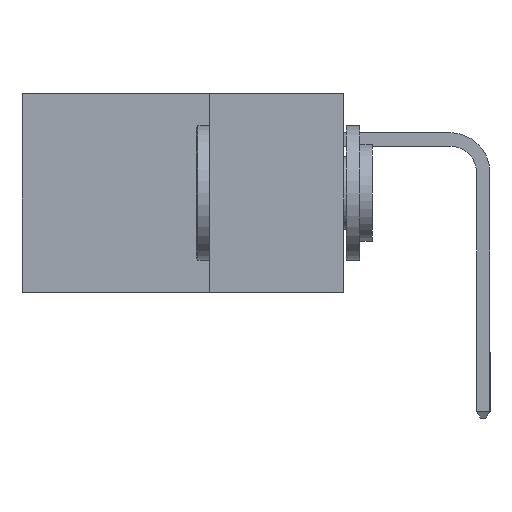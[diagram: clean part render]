
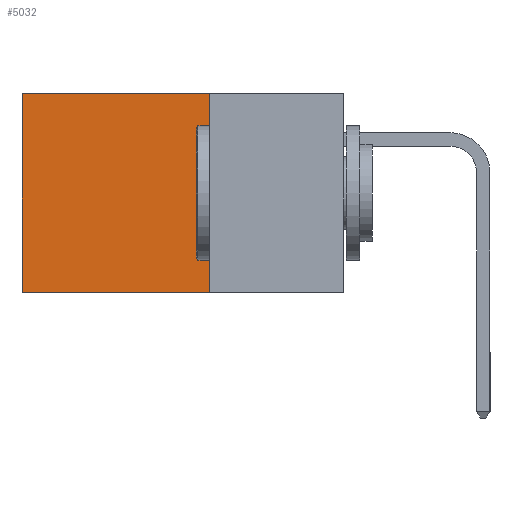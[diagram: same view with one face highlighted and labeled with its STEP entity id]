
A CAD part, left-side view. The second image highlights one B-rep face of the part: STEP entity #5032.
In plain terms, the highlighted planar face has unit normal (-1, 0, 0).
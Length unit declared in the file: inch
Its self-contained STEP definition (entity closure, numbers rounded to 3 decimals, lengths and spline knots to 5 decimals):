
#709 = LINE ( 'NONE', #12796, #1343 ) ;
#1205 = LINE ( 'NONE', #7101, #11774 ) ;
#1343 = VECTOR ( 'NONE', #20407, 39.37008 ) ;
#1610 = ORIENTED_EDGE ( 'NONE', *, *, #5601, .T. ) ;
#1767 = CARTESIAN_POINT ( 'NONE',  ( 0.2615, 0.25, -0.37 ) ) ;
#2412 = DIRECTION ( 'NONE',  ( 0., 0., -1. ) ) ;
#2751 = EDGE_CURVE ( 'NONE', #7732, #15485, #1205, .T. ) ;
#3641 = ORIENTED_EDGE ( 'NONE', *, *, #2751, .F. ) ;
#5032 = ADVANCED_FACE ( 'NONE', ( #12652 ), #12789, .F. ) ;
#5601 = EDGE_CURVE ( 'NONE', #10690, #15485, #709, .T. ) ;
#6023 = LINE ( 'NONE', #15951, #20307 ) ;
#6874 = LINE ( 'NONE', #12564, #9335 ) ;
#7101 = CARTESIAN_POINT ( 'NONE',  ( 0.2615, 0.25, -0.37 ) ) ;
#7732 = VERTEX_POINT ( 'NONE', #1767 ) ;
#9082 = EDGE_LOOP ( 'NONE', ( #1610, #3641, #18418, #12193 ) ) ;
#9164 = DIRECTION ( 'NONE',  ( 0., 1., 0. ) ) ;
#9335 = VECTOR ( 'NONE', #10223, 39.37008 ) ;
#10223 = DIRECTION ( 'NONE',  ( 0., 1., 0. ) ) ;
#10259 = CARTESIAN_POINT ( 'NONE',  ( 0.2615, 0.6, 0. ) ) ;
#10690 = VERTEX_POINT ( 'NONE', #10259 ) ;
#11480 = EDGE_CURVE ( 'NONE', #18069, #10690, #6874, .T. ) ;
#11774 = VECTOR ( 'NONE', #9164, 39.37008 ) ;
#12193 = ORIENTED_EDGE ( 'NONE', *, *, #11480, .T. ) ;
#12564 = CARTESIAN_POINT ( 'NONE',  ( 0.2615, 0.25, 0. ) ) ;
#12652 = FACE_OUTER_BOUND ( 'NONE', #9082, .T. ) ;
#12709 = AXIS2_PLACEMENT_3D ( 'NONE', #20665, #18977, #18718 ) ;
#12789 = PLANE ( 'NONE',  #12709 ) ;
#12796 = CARTESIAN_POINT ( 'NONE',  ( 0.2615, 0.6, -0.37 ) ) ;
#15485 = VERTEX_POINT ( 'NONE', #24678 ) ;
#15891 = CARTESIAN_POINT ( 'NONE',  ( 0.2615, 0.25, 0. ) ) ;
#15951 = CARTESIAN_POINT ( 'NONE',  ( 0.2615, 0.25, -0.37 ) ) ;
#18069 = VERTEX_POINT ( 'NONE', #15891 ) ;
#18418 = ORIENTED_EDGE ( 'NONE', *, *, #23249, .F. ) ;
#18718 = DIRECTION ( 'NONE',  ( 0., 0., -1. ) ) ;
#18977 = DIRECTION ( 'NONE',  ( 1., 0., 0. ) ) ;
#20307 = VECTOR ( 'NONE', #2412, 39.37008 ) ;
#20407 = DIRECTION ( 'NONE',  ( 0., 0., -1. ) ) ;
#20665 = CARTESIAN_POINT ( 'NONE',  ( 0.2615, 0.25, -0.37 ) ) ;
#23249 = EDGE_CURVE ( 'NONE', #18069, #7732, #6023, .T. ) ;
#24678 = CARTESIAN_POINT ( 'NONE',  ( 0.2615, 0.6, -0.37 ) ) ;
